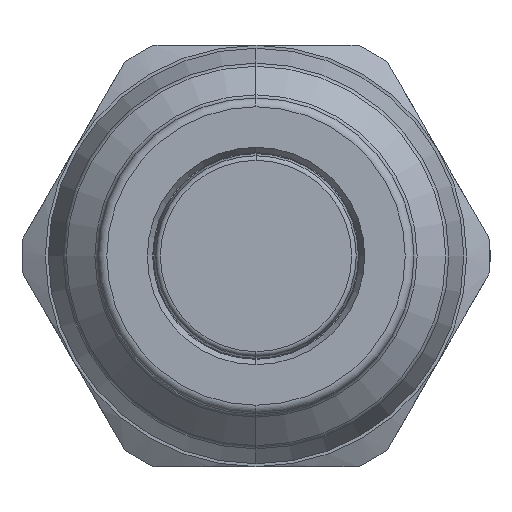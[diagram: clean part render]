
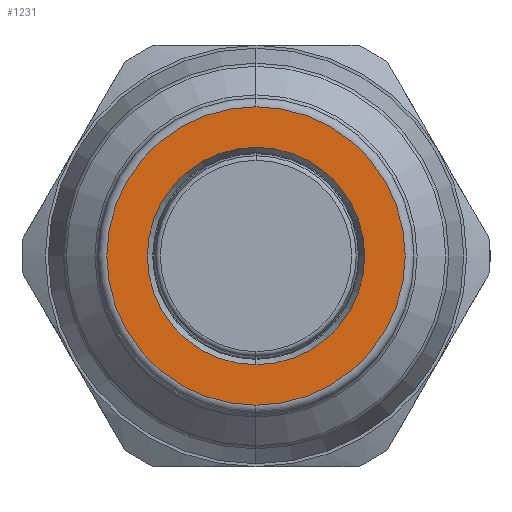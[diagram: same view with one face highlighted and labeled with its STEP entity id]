
A CAD part, left-side view. The second image highlights one B-rep face of the part: STEP entity #1231.
In plain terms, the highlighted planar face has unit normal (-1, 0, 0).
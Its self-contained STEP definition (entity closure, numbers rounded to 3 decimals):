
#40 = AXIS2_PLACEMENT_3D ( 'NONE', #979, #980, #981 ) ;
#97 = AXIS2_PLACEMENT_3D ( 'NONE', #411, #412, #413 ) ;
#109 = AXIS2_PLACEMENT_3D ( 'NONE', #356, #357, #358 ) ;
#113 = AXIS2_PLACEMENT_3D ( 'NONE', #330, #331, #332 ) ;
#149 = EDGE_LOOP ( 'NONE', ( #2113, #2112 ) ) ;
#167 = EDGE_LOOP ( 'NONE', ( #2115, #2114 ) ) ;
#330 = CARTESIAN_POINT ( 'NONE',  ( 0., 0., 0. ) ) ;
#331 = DIRECTION ( 'NONE',  ( -1., 0., 0. ) ) ;
#332 = DIRECTION ( 'NONE',  ( 0., 0., 1. ) ) ;
#356 = CARTESIAN_POINT ( 'NONE',  ( 0., 0., 0. ) ) ;
#357 = DIRECTION ( 'NONE',  ( -1., 0., 0. ) ) ;
#358 = DIRECTION ( 'NONE',  ( 0., 0., 1. ) ) ;
#411 = CARTESIAN_POINT ( 'NONE',  ( 0., 0., 0. ) ) ;
#412 = DIRECTION ( 'NONE',  ( -1., 0., 0. ) ) ;
#413 = DIRECTION ( 'NONE',  ( 0., 0., 1. ) ) ;
#719 = AXIS2_PLACEMENT_3D ( 'NONE', #2064, #2065, #2066 ) ;
#730 = EDGE_CURVE ( 'NONE', #1798, #1813, #1318, .T. ) ;
#978 = PLANE ( 'NONE',  #40 ) ;
#979 = CARTESIAN_POINT ( 'NONE',  ( 0., 9.287, 0. ) ) ;
#980 = DIRECTION ( 'NONE',  ( -1., 0., 0. ) ) ;
#981 = DIRECTION ( 'NONE',  ( 0., 0., 1. ) ) ;
#1012 = CARTESIAN_POINT ( 'NONE',  ( 0., 0., 9.287 ) ) ;
#1015 = CARTESIAN_POINT ( 'NONE',  ( 0., 0., -9.287 ) ) ;
#1019 = CARTESIAN_POINT ( 'NONE',  ( 0., 0., -12.75 ) ) ;
#1034 = CARTESIAN_POINT ( 'NONE',  ( 0., 0., 12.75 ) ) ;
#1231 = ADVANCED_FACE ( 'NONE', ( #1328, #1514 ), #978, .T. ) ;
#1318 = CIRCLE ( 'NONE', #719, 12.75 ) ;
#1328 = FACE_OUTER_BOUND ( 'NONE', #167, .T. ) ;
#1514 = FACE_BOUND ( 'NONE', #149, .T. ) ;
#1695 = CIRCLE ( 'NONE', #97, 12.75 ) ;
#1720 = CIRCLE ( 'NONE', #109, 9.287 ) ;
#1730 = CIRCLE ( 'NONE', #113, 9.287 ) ;
#1791 = VERTEX_POINT ( 'NONE', #1012 ) ;
#1794 = VERTEX_POINT ( 'NONE', #1015 ) ;
#1798 = VERTEX_POINT ( 'NONE', #1019 ) ;
#1813 = VERTEX_POINT ( 'NONE', #1034 ) ;
#2064 = CARTESIAN_POINT ( 'NONE',  ( 0., 0., 0. ) ) ;
#2065 = DIRECTION ( 'NONE',  ( -1., 0., 0. ) ) ;
#2066 = DIRECTION ( 'NONE',  ( 0., 0., 1. ) ) ;
#2112 = ORIENTED_EDGE ( 'NONE', *, *, #2181, .F. ) ;
#2113 = ORIENTED_EDGE ( 'NONE', *, *, #2173, .F. ) ;
#2114 = ORIENTED_EDGE ( 'NONE', *, *, #730, .T. ) ;
#2115 = ORIENTED_EDGE ( 'NONE', *, *, #2200, .T. ) ;
#2173 = EDGE_CURVE ( 'NONE', #1791, #1794, #1730, .T. ) ;
#2181 = EDGE_CURVE ( 'NONE', #1794, #1791, #1720, .T. ) ;
#2200 = EDGE_CURVE ( 'NONE', #1813, #1798, #1695, .T. ) ;
